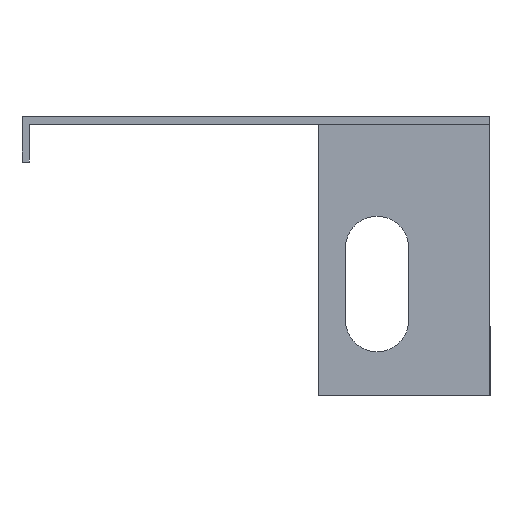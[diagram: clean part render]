
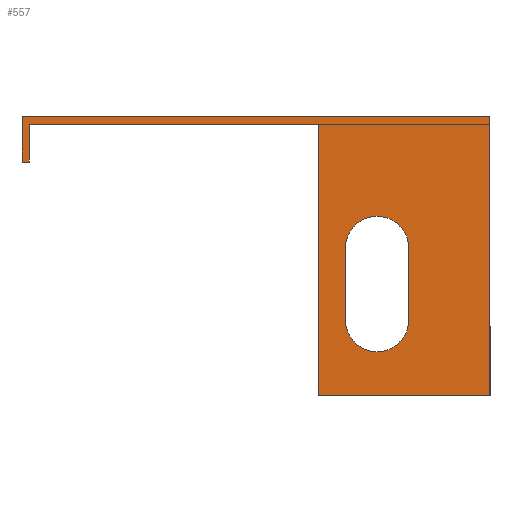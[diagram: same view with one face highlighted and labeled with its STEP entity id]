
A CAD part, left-side view. The second image highlights one B-rep face of the part: STEP entity #557.
In plain terms, the highlighted planar face has unit normal (-1, 0, 0).
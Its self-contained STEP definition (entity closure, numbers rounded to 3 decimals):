
#2 = DIRECTION ( 'NONE',  ( 0., 0., 1. ) ) ;
#10 = VERTEX_POINT ( 'NONE', #630 ) ;
#12 = ORIENTED_EDGE ( 'NONE', *, *, #639, .T. ) ;
#28 = VECTOR ( 'NONE', #246, 1000. ) ;
#32 = EDGE_CURVE ( 'NONE', #344, #518, #39, .T. ) ;
#39 = LINE ( 'NONE', #449, #500 ) ;
#54 = CARTESIAN_POINT ( 'NONE',  ( -150.8, 9.5, -0.8 ) ) ;
#55 = CARTESIAN_POINT ( 'NONE',  ( -150.8, 41.5, -0.8 ) ) ;
#68 = AXIS2_PLACEMENT_3D ( 'NONE', #608, #370, #2 ) ;
#73 = EDGE_CURVE ( 'NONE', #431, #627, #162, .T. ) ;
#76 = VECTOR ( 'NONE', #520, 1000. ) ;
#81 = CARTESIAN_POINT ( 'NONE',  ( -150.8, 3., -14.5 ) ) ;
#92 = AXIS2_PLACEMENT_3D ( 'NONE', #54, #326, #565 ) ;
#99 = CARTESIAN_POINT ( 'NONE',  ( -150.8, 41.5, 0. ) ) ;
#102 = CARTESIAN_POINT ( 'NONE',  ( -150.8, 6.5, -22.5 ) ) ;
#109 = DIRECTION ( 'NONE',  ( 0., 0., 1. ) ) ;
#112 = LINE ( 'NONE', #99, #76 ) ;
#114 = ORIENTED_EDGE ( 'NONE', *, *, #211, .F. ) ;
#135 = DIRECTION ( 'NONE',  ( 0., 0., 1. ) ) ;
#138 = FACE_BOUND ( 'NONE', #527, .T. ) ;
#140 = EDGE_LOOP ( 'NONE', ( #385, #234, #539, #482, #335, #682, #269, #12 ) ) ;
#146 = LINE ( 'NONE', #775, #631 ) ;
#162 = LINE ( 'NONE', #465, #779 ) ;
#181 = CARTESIAN_POINT ( 'NONE',  ( -150.8, 6.5, -14.5 ) ) ;
#187 = CARTESIAN_POINT ( 'NONE',  ( -150.8, 41.5, -5. ) ) ;
#209 = CARTESIAN_POINT ( 'NONE',  ( -150.8, 43.431, -0.8 ) ) ;
#211 = EDGE_CURVE ( 'NONE', #451, #10, #526, .T. ) ;
#213 = ORIENTED_EDGE ( 'NONE', *, *, #653, .F. ) ;
#215 = CARTESIAN_POINT ( 'NONE',  ( -150.8, 42.3, -5. ) ) ;
#229 = LINE ( 'NONE', #271, #424 ) ;
#234 = ORIENTED_EDGE ( 'NONE', *, *, #742, .F. ) ;
#237 = CARTESIAN_POINT ( 'NONE',  ( -150.8, 42.3, 0. ) ) ;
#246 = DIRECTION ( 'NONE',  ( 0., -1., 0. ) ) ;
#252 = VERTEX_POINT ( 'NONE', #187 ) ;
#265 = PLANE ( 'NONE',  #92 ) ;
#266 = VECTOR ( 'NONE', #629, 1000. ) ;
#269 = ORIENTED_EDGE ( 'NONE', *, *, #769, .T. ) ;
#271 = CARTESIAN_POINT ( 'NONE',  ( -150.8, -9.5, -30.8 ) ) ;
#311 = LINE ( 'NONE', #600, #28 ) ;
#314 = ORIENTED_EDGE ( 'NONE', *, *, #340, .F. ) ;
#326 = DIRECTION ( 'NONE',  ( 1., 0., 0. ) ) ;
#335 = ORIENTED_EDGE ( 'NONE', *, *, #400, .T. ) ;
#340 = EDGE_CURVE ( 'NONE', #503, #752, #450, .T. ) ;
#344 = VERTEX_POINT ( 'NONE', #734 ) ;
#350 = DIRECTION ( 'NONE',  ( 0., 0., 1. ) ) ;
#354 = AXIS2_PLACEMENT_3D ( 'NONE', #81, #497, #135 ) ;
#370 = DIRECTION ( 'NONE',  ( -1., 0., 0. ) ) ;
#377 = EDGE_CURVE ( 'NONE', #344, #252, #719, .T. ) ;
#385 = ORIENTED_EDGE ( 'NONE', *, *, #73, .T. ) ;
#389 = CARTESIAN_POINT ( 'NONE',  ( -150.8, 9.5, -0.8 ) ) ;
#400 = EDGE_CURVE ( 'NONE', #252, #663, #112, .T. ) ;
#424 = VECTOR ( 'NONE', #572, 1000. ) ;
#428 = ORIENTED_EDGE ( 'NONE', *, *, #705, .F. ) ;
#431 = VERTEX_POINT ( 'NONE', #458 ) ;
#439 = FACE_OUTER_BOUND ( 'NONE', #140, .T. ) ;
#449 = CARTESIAN_POINT ( 'NONE',  ( -150.8, 42.3, 0. ) ) ;
#450 = CIRCLE ( 'NONE', #354, 3.5 ) ;
#451 = VERTEX_POINT ( 'NONE', #102 ) ;
#458 = CARTESIAN_POINT ( 'NONE',  ( -150.8, -9.5, -30.8 ) ) ;
#465 = CARTESIAN_POINT ( 'NONE',  ( -150.8, -9.5, -0.8 ) ) ;
#466 = CARTESIAN_POINT ( 'NONE',  ( -150.8, -0.5, -14.5 ) ) ;
#473 = CARTESIAN_POINT ( 'NONE',  ( -150.8, 6.5, -22.5 ) ) ;
#477 = DIRECTION ( 'NONE',  ( 0., 0., -1. ) ) ;
#482 = ORIENTED_EDGE ( 'NONE', *, *, #377, .T. ) ;
#497 = DIRECTION ( 'NONE',  ( -1., 0., 0. ) ) ;
#500 = VECTOR ( 'NONE', #109, 1000. ) ;
#503 = VERTEX_POINT ( 'NONE', #466 ) ;
#506 = VECTOR ( 'NONE', #694, 1000. ) ;
#512 = CARTESIAN_POINT ( 'NONE',  ( -150.8, 9.5, -30.8 ) ) ;
#518 = VERTEX_POINT ( 'NONE', #237 ) ;
#520 = DIRECTION ( 'NONE',  ( 0., 0., 1. ) ) ;
#525 = VECTOR ( 'NONE', #573, 1000. ) ;
#526 = CIRCLE ( 'NONE', #68, 3.5 ) ;
#527 = EDGE_LOOP ( 'NONE', ( #213, #114, #428, #314 ) ) ;
#539 = ORIENTED_EDGE ( 'NONE', *, *, #32, .F. ) ;
#548 = LINE ( 'NONE', #209, #266 ) ;
#557 = ADVANCED_FACE ( 'NONE', ( #138, #439 ), #265, .F. ) ;
#559 = VECTOR ( 'NONE', #583, 1000. ) ;
#565 = DIRECTION ( 'NONE',  ( 0., 0., -1. ) ) ;
#572 = DIRECTION ( 'NONE',  ( 0., -1., 0. ) ) ;
#573 = DIRECTION ( 'NONE',  ( 0., 0., 1. ) ) ;
#583 = DIRECTION ( 'NONE',  ( 0., -1., 0. ) ) ;
#600 = CARTESIAN_POINT ( 'NONE',  ( -150.8, 43.431, 0. ) ) ;
#608 = CARTESIAN_POINT ( 'NONE',  ( -150.8, 3., -22.5 ) ) ;
#618 = VERTEX_POINT ( 'NONE', #389 ) ;
#623 = EDGE_CURVE ( 'NONE', #663, #618, #548, .T. ) ;
#627 = VERTEX_POINT ( 'NONE', #749 ) ;
#629 = DIRECTION ( 'NONE',  ( 0., -1., 0. ) ) ;
#630 = CARTESIAN_POINT ( 'NONE',  ( -150.8, -0.5, -22.5 ) ) ;
#631 = VECTOR ( 'NONE', #477, 1000. ) ;
#639 = EDGE_CURVE ( 'NONE', #693, #431, #229, .T. ) ;
#653 = EDGE_CURVE ( 'NONE', #10, #503, #708, .T. ) ;
#663 = VERTEX_POINT ( 'NONE', #55 ) ;
#682 = ORIENTED_EDGE ( 'NONE', *, *, #623, .T. ) ;
#688 = LINE ( 'NONE', #473, #506 ) ;
#693 = VERTEX_POINT ( 'NONE', #512 ) ;
#694 = DIRECTION ( 'NONE',  ( 0., 0., -1. ) ) ;
#705 = EDGE_CURVE ( 'NONE', #752, #451, #688, .T. ) ;
#708 = LINE ( 'NONE', #773, #525 ) ;
#719 = LINE ( 'NONE', #215, #559 ) ;
#734 = CARTESIAN_POINT ( 'NONE',  ( -150.8, 42.3, -5. ) ) ;
#742 = EDGE_CURVE ( 'NONE', #518, #627, #311, .T. ) ;
#749 = CARTESIAN_POINT ( 'NONE',  ( -150.8, -9.5, 0. ) ) ;
#752 = VERTEX_POINT ( 'NONE', #181 ) ;
#769 = EDGE_CURVE ( 'NONE', #618, #693, #146, .T. ) ;
#773 = CARTESIAN_POINT ( 'NONE',  ( -150.8, -0.5, -22.5 ) ) ;
#775 = CARTESIAN_POINT ( 'NONE',  ( -150.8, 9.5, -30.8 ) ) ;
#779 = VECTOR ( 'NONE', #350, 1000. ) ;
